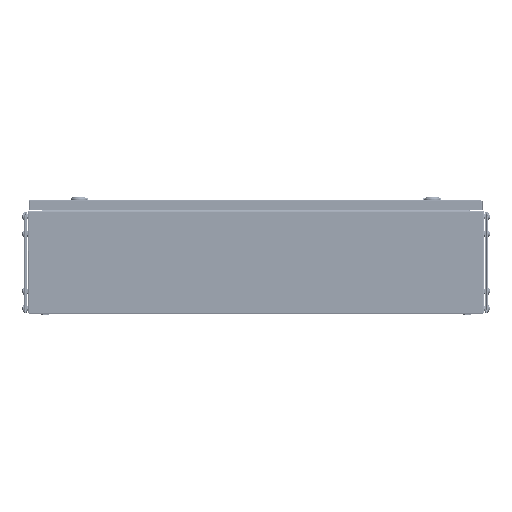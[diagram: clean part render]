
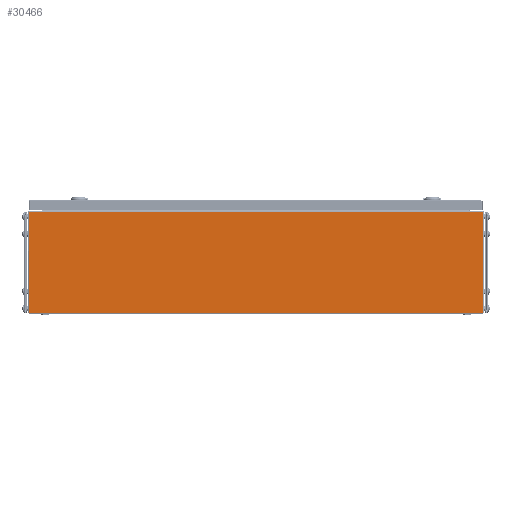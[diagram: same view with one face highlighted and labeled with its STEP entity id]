
A CAD part, left-side view. The second image highlights one B-rep face of the part: STEP entity #30466.
In plain terms, the highlighted planar face has unit normal (-1, 0, 0).
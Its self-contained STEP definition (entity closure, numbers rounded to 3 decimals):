
#207 = ORIENTED_EDGE ( 'NONE', *, *, #77462, .F. ) ;
#1884 = CARTESIAN_POINT ( 'NONE',  ( -300., 395.5, 177.5 ) ) ;
#7696 = CARTESIAN_POINT ( 'NONE',  ( -300., -395.5, 177.5 ) ) ;
#8195 = FACE_OUTER_BOUND ( 'NONE', #34844, .T. ) ;
#8564 = LINE ( 'NONE', #7696, #23033 ) ;
#15468 = EDGE_CURVE ( 'NONE', #46209, #38076, #53427, .T. ) ;
#16051 = ORIENTED_EDGE ( 'NONE', *, *, #66652, .T. ) ;
#16888 = VERTEX_POINT ( 'NONE', #51520 ) ;
#17746 = DIRECTION ( 'NONE',  ( 0., 1., 0. ) ) ;
#18580 = CARTESIAN_POINT ( 'NONE',  ( -300., -395.5, 0. ) ) ;
#23033 = VECTOR ( 'NONE', #48838, 1000. ) ;
#26912 = VECTOR ( 'NONE', #17746, 1000. ) ;
#29547 = VERTEX_POINT ( 'NONE', #1884 ) ;
#30466 = ADVANCED_FACE ( 'NONE', ( #8195 ), #34466, .F. ) ;
#31525 = ORIENTED_EDGE ( 'NONE', *, *, #15468, .T. ) ;
#31910 = VECTOR ( 'NONE', #72919, 1000. ) ;
#34466 = PLANE ( 'NONE',  #81022 ) ;
#34844 = EDGE_LOOP ( 'NONE', ( #16051, #35756, #207, #31525 ) ) ;
#35756 = ORIENTED_EDGE ( 'NONE', *, *, #54727, .T. ) ;
#35802 = CARTESIAN_POINT ( 'NONE',  ( -300., 0., 0. ) ) ;
#38076 = VERTEX_POINT ( 'NONE', #61537 ) ;
#45714 = VECTOR ( 'NONE', #75960, 1000. ) ;
#45944 = CARTESIAN_POINT ( 'NONE',  ( -300., 395.5, 0. ) ) ;
#46209 = VERTEX_POINT ( 'NONE', #65095 ) ;
#48838 = DIRECTION ( 'NONE',  ( 0., 1., 0. ) ) ;
#51520 = CARTESIAN_POINT ( 'NONE',  ( -300., 395.5, 1. ) ) ;
#53427 = LINE ( 'NONE', #18580, #31910 ) ;
#54727 = EDGE_CURVE ( 'NONE', #29547, #16888, #61490, .T. ) ;
#61178 = LINE ( 'NONE', #67519, #26912 ) ;
#61490 = LINE ( 'NONE', #45944, #45714 ) ;
#61537 = CARTESIAN_POINT ( 'NONE',  ( -300., -395.5, 177.5 ) ) ;
#62562 = DIRECTION ( 'NONE',  ( 1., 0., 0. ) ) ;
#63433 = DIRECTION ( 'NONE',  ( 0., 0., -1. ) ) ;
#65095 = CARTESIAN_POINT ( 'NONE',  ( -300., -395.5, 1. ) ) ;
#66652 = EDGE_CURVE ( 'NONE', #38076, #29547, #8564, .T. ) ;
#67519 = CARTESIAN_POINT ( 'NONE',  ( -300., 395.5, 1. ) ) ;
#72919 = DIRECTION ( 'NONE',  ( 0., 0., 1. ) ) ;
#75960 = DIRECTION ( 'NONE',  ( 0., 0., -1. ) ) ;
#77462 = EDGE_CURVE ( 'NONE', #46209, #16888, #61178, .T. ) ;
#81022 = AXIS2_PLACEMENT_3D ( 'NONE', #35802, #62562, #63433 ) ;
